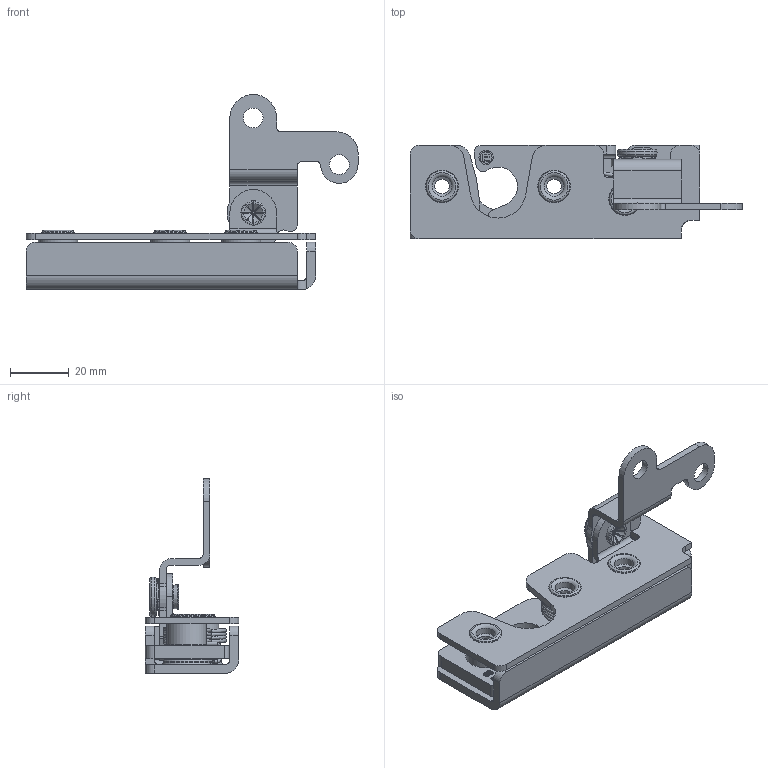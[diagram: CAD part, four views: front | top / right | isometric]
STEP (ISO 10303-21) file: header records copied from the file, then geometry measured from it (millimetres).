
FILE_DESCRIPTION((''),'2;1');
FILE_NAME('2T-475-L.stp','2013-02-01T11:05:16',('fredp'),(''),'Autodesk Inventor 2013','Autodesk Inventor 2013','');
FILE_SCHEMA(('AUTOMOTIVE_DESIGN { 1 0 10303 214 1 1 1 1 }'));
Length unit declared in the file: inch
Products named in the file (1): 2T-475-L
Bounding box: 112.82 x 31.76 x 66.23 mm (x, y, z)
Volume: 33445.9 mm3; surface area: 30609.6 mm2
Topology: 12 solids, 12 shells, 924 faces, 2424 edges, 1589 vertices
Faces by surface type: plane 422, bspline 242, cylinder 168, torus 66, cone 26
Full cylindrical faces by diameter (mm): 1.143 x7, 4.032 x2, 4.826 x2, 4.978 x3, 6.287 x1, 6.668 x6, 6.731 x2, 6.858 x1, 9.081 x6, 9.665 x1, 9.779 x1, 9.97 x1, 11.367 x3, 11.621 x3, 12.7 x1, 13.335 x3, 15.545 x1
Entity records: 31639 total; most frequent: CARTESIAN_POINT 9710, ORIENTED_EDGE 4594, DIRECTION 3553, EDGE_CURVE 2297, VERTEX_POINT 1570, VECTOR 1325, LINE 1325, EDGE_LOOP 1137
